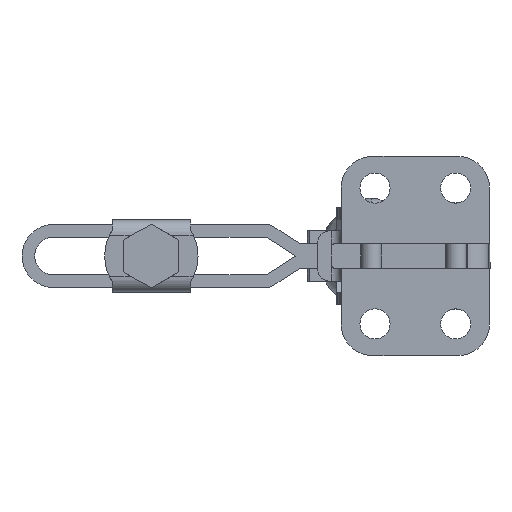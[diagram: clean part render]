
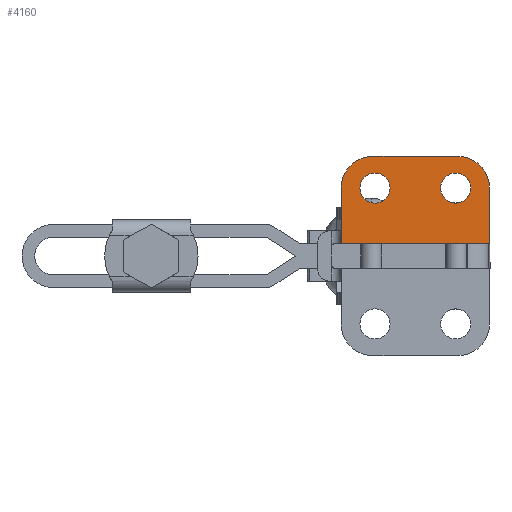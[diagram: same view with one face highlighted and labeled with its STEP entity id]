
A CAD part, front view. The second image highlights one B-rep face of the part: STEP entity #4160.
In plain terms, the highlighted planar face has unit normal (0, -1, 0).
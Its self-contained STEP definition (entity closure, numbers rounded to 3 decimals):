
#70 = DIRECTION ( 'NONE',  ( 0., -1., 0. ) ) ;
#233 = CARTESIAN_POINT ( 'NONE',  ( 27.5, 15.955, 23.5 ) ) ;
#260 = EDGE_CURVE ( 'NONE', #10837, #1512, #9461, .T. ) ;
#288 = ORIENTED_EDGE ( 'NONE', *, *, #7005, .F. ) ;
#448 = VERTEX_POINT ( 'NONE', #3823 ) ;
#579 = DIRECTION ( 'NONE',  ( -1., 0., 0. ) ) ;
#1000 = DIRECTION ( 'NONE',  ( 0., -1., 0. ) ) ;
#1024 = AXIS2_PLACEMENT_3D ( 'NONE', #3625, #1311, #4719 ) ;
#1047 = CARTESIAN_POINT ( 'NONE',  ( 11.55, 15.955, 16. ) ) ;
#1050 = VERTEX_POINT ( 'NONE', #9216 ) ;
#1311 = DIRECTION ( 'NONE',  ( 0., 1., 0. ) ) ;
#1512 = VERTEX_POINT ( 'NONE', #6538 ) ;
#1582 = ORIENTED_EDGE ( 'NONE', *, *, #7096, .F. ) ;
#1743 = CARTESIAN_POINT ( 'NONE',  ( 8., 15.955, 16. ) ) ;
#1808 = LINE ( 'NONE', #6680, #6819 ) ;
#1846 = VERTEX_POINT ( 'NONE', #4157 ) ;
#1896 = CARTESIAN_POINT ( 'NONE',  ( 27.5, 15.955, 16. ) ) ;
#2080 = CARTESIAN_POINT ( 'NONE',  ( 35., 15.955, 3. ) ) ;
#2107 = AXIS2_PLACEMENT_3D ( 'NONE', #9376, #3768, #10342 ) ;
#2164 = ORIENTED_EDGE ( 'NONE', *, *, #11009, .T. ) ;
#2533 = EDGE_CURVE ( 'NONE', #9821, #3290, #5153, .T. ) ;
#2733 = DIRECTION ( 'NONE',  ( -1., 0., 0. ) ) ;
#2734 = CARTESIAN_POINT ( 'NONE',  ( 23.45, 15.955, 16. ) ) ;
#2884 = DIRECTION ( 'NONE',  ( -1., 0., 0. ) ) ;
#2935 = FACE_OUTER_BOUND ( 'NONE', #8952, .T. ) ;
#3219 = FACE_BOUND ( 'NONE', #11955, .T. ) ;
#3290 = VERTEX_POINT ( 'NONE', #4628 ) ;
#3375 = DIRECTION ( 'NONE',  ( 0., -1., 0. ) ) ;
#3483 = CARTESIAN_POINT ( 'NONE',  ( 0., 15.955, 3. ) ) ;
#3625 = CARTESIAN_POINT ( 'NONE',  ( -2.5, 15.955, 3. ) ) ;
#3768 = DIRECTION ( 'NONE',  ( 0., -1., 0. ) ) ;
#3823 = CARTESIAN_POINT ( 'NONE',  ( 4.45, 15.955, 16. ) ) ;
#3842 = EDGE_LOOP ( 'NONE', ( #8420, #5236 ) ) ;
#3981 = DIRECTION ( 'NONE',  ( 0., 0., -1. ) ) ;
#4157 = CARTESIAN_POINT ( 'NONE',  ( 35., 15.955, 3. ) ) ;
#4160 = ADVANCED_FACE ( 'NONE', ( #3219, #10448, #2935 ), #4474, .F. ) ;
#4474 = PLANE ( 'NONE',  #1024 ) ;
#4628 = CARTESIAN_POINT ( 'NONE',  ( 30.55, 15.955, 16. ) ) ;
#4709 = CARTESIAN_POINT ( 'NONE',  ( 7.5, 15.955, 23.5 ) ) ;
#4719 = DIRECTION ( 'NONE',  ( 1., 0., 0. ) ) ;
#5153 = CIRCLE ( 'NONE', #10735, 3.55 ) ;
#5236 = ORIENTED_EDGE ( 'NONE', *, *, #11408, .F. ) ;
#5360 = VECTOR ( 'NONE', #9060, 1000. ) ;
#5602 = EDGE_CURVE ( 'NONE', #5972, #1846, #1808, .T. ) ;
#5661 = LINE ( 'NONE', #3483, #5360 ) ;
#5726 = CARTESIAN_POINT ( 'NONE',  ( 8., 15.955, 16. ) ) ;
#5911 = ORIENTED_EDGE ( 'NONE', *, *, #260, .T. ) ;
#5972 = VERTEX_POINT ( 'NONE', #6336 ) ;
#6056 = VECTOR ( 'NONE', #9705, 1000. ) ;
#6109 = CIRCLE ( 'NONE', #6259, 3.55 ) ;
#6259 = AXIS2_PLACEMENT_3D ( 'NONE', #5726, #70, #6653 ) ;
#6272 = AXIS2_PLACEMENT_3D ( 'NONE', #1743, #8367, #2733 ) ;
#6317 = ORIENTED_EDGE ( 'NONE', *, *, #8075, .F. ) ;
#6336 = CARTESIAN_POINT ( 'NONE',  ( 35., 15.955, 16. ) ) ;
#6475 = CIRCLE ( 'NONE', #2107, 3.55 ) ;
#6538 = CARTESIAN_POINT ( 'NONE',  ( 0., 15.955, 16. ) ) ;
#6650 = CARTESIAN_POINT ( 'NONE',  ( 27., 15.955, 16. ) ) ;
#6653 = DIRECTION ( 'NONE',  ( -1., 0., 0. ) ) ;
#6680 = CARTESIAN_POINT ( 'NONE',  ( 35., 15.955, 3. ) ) ;
#6819 = VECTOR ( 'NONE', #3981, 1000. ) ;
#6825 = LINE ( 'NONE', #2080, #11547 ) ;
#7005 = EDGE_CURVE ( 'NONE', #448, #9901, #6109, .T. ) ;
#7096 = EDGE_CURVE ( 'NONE', #1846, #1050, #6825, .T. ) ;
#7204 = AXIS2_PLACEMENT_3D ( 'NONE', #8991, #3375, #9948 ) ;
#7462 = AXIS2_PLACEMENT_3D ( 'NONE', #1896, #8512, #2884 ) ;
#7581 = CIRCLE ( 'NONE', #7462, 7.5 ) ;
#7604 = EDGE_CURVE ( 'NONE', #5972, #11620, #7581, .T. ) ;
#8075 = EDGE_CURVE ( 'NONE', #1050, #1512, #5661, .T. ) ;
#8262 = LINE ( 'NONE', #8764, #6056 ) ;
#8367 = DIRECTION ( 'NONE',  ( 0., -1., 0. ) ) ;
#8420 = ORIENTED_EDGE ( 'NONE', *, *, #2533, .F. ) ;
#8512 = DIRECTION ( 'NONE',  ( 0., -1., 0. ) ) ;
#8631 = EDGE_CURVE ( 'NONE', #9901, #448, #9589, .T. ) ;
#8638 = DIRECTION ( 'NONE',  ( -1., 0., 0. ) ) ;
#8764 = CARTESIAN_POINT ( 'NONE',  ( 27.5, 15.955, 23.5 ) ) ;
#8952 = EDGE_LOOP ( 'NONE', ( #6317, #1582, #10557, #10510, #2164, #5911 ) ) ;
#8991 = CARTESIAN_POINT ( 'NONE',  ( 7.5, 15.955, 16. ) ) ;
#9060 = DIRECTION ( 'NONE',  ( 0., 0., 1. ) ) ;
#9216 = CARTESIAN_POINT ( 'NONE',  ( 0., 15.955, 3. ) ) ;
#9376 = CARTESIAN_POINT ( 'NONE',  ( 27., 15.955, 16. ) ) ;
#9461 = CIRCLE ( 'NONE', #7204, 7.5 ) ;
#9589 = CIRCLE ( 'NONE', #6272, 3.55 ) ;
#9705 = DIRECTION ( 'NONE',  ( -1., 0., 0. ) ) ;
#9821 = VERTEX_POINT ( 'NONE', #2734 ) ;
#9901 = VERTEX_POINT ( 'NONE', #1047 ) ;
#9948 = DIRECTION ( 'NONE',  ( -1., 0., 0. ) ) ;
#10342 = DIRECTION ( 'NONE',  ( -1., 0., 0. ) ) ;
#10448 = FACE_BOUND ( 'NONE', #3842, .T. ) ;
#10510 = ORIENTED_EDGE ( 'NONE', *, *, #7604, .T. ) ;
#10557 = ORIENTED_EDGE ( 'NONE', *, *, #5602, .F. ) ;
#10735 = AXIS2_PLACEMENT_3D ( 'NONE', #6650, #1000, #579 ) ;
#10837 = VERTEX_POINT ( 'NONE', #4709 ) ;
#11009 = EDGE_CURVE ( 'NONE', #11620, #10837, #8262, .T. ) ;
#11088 = ORIENTED_EDGE ( 'NONE', *, *, #8631, .F. ) ;
#11408 = EDGE_CURVE ( 'NONE', #3290, #9821, #6475, .T. ) ;
#11547 = VECTOR ( 'NONE', #8638, 1000. ) ;
#11620 = VERTEX_POINT ( 'NONE', #233 ) ;
#11955 = EDGE_LOOP ( 'NONE', ( #288, #11088 ) ) ;
